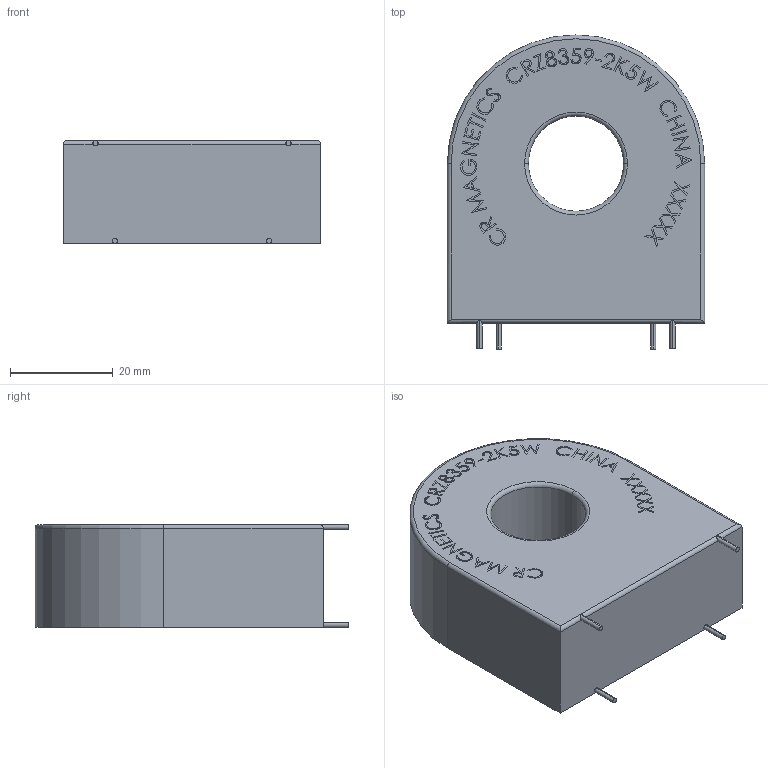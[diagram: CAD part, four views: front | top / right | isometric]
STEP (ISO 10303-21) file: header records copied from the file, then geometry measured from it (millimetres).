
FILE_DESCRIPTION (( 'STEP AP203' ), '1' );
FILE_NAME ('CRZ8359-2K5W.STEP', '2022-11-17T18:56:42', ( '' ), ( '' ), 'SwSTEP 2.0', 'SolidWorks 2020', '' );
FILE_SCHEMA (( 'CONFIG_CONTROL_DESIGN' ));
Length unit declared in the file: millimetre
Products named in the file (1): CRZ8359-2K5W
Bounding box: 50 x 61 x 20 mm (x, y, z)
Volume: 43243.5 mm3; surface area: 9678.1 mm2
Topology: 1 solids, 1 shells, 465 faces, 1243 edges, 822 vertices
Faces by surface type: plane 305, bspline 132, cylinder 22, torus 6
Entity records: 21744 total; most frequent: CARTESIAN_POINT 10939, ORIENTED_EDGE 2486, DIRECTION 1681, EDGE_CURVE 1243, VECTOR 929, LINE 929, VERTEX_POINT 822, EDGE_LOOP 509
